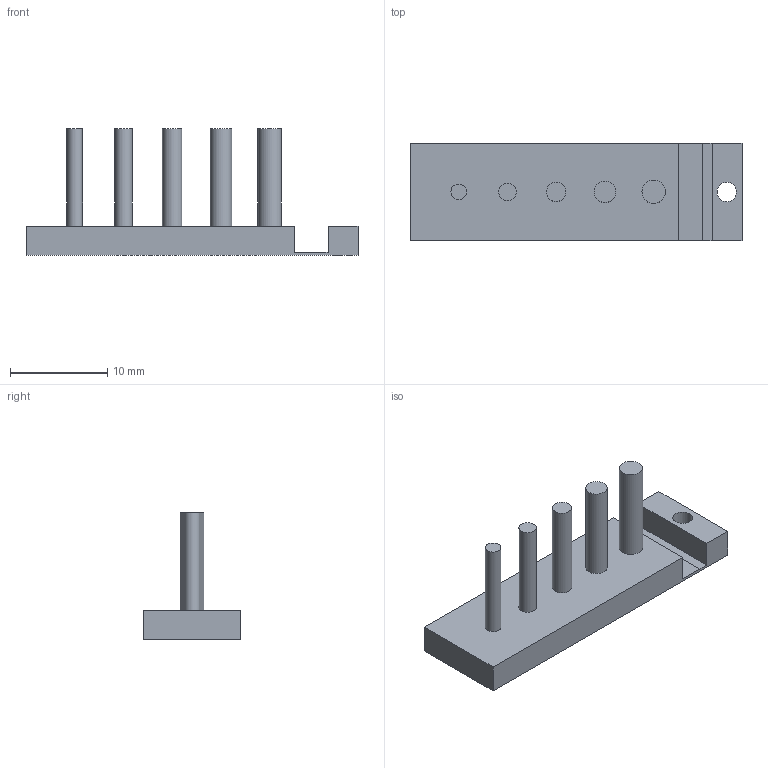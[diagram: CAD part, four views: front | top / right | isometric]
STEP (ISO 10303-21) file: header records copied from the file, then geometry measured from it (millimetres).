
FILE_DESCRIPTION(('FreeCAD Model'),'2;1');
FILE_NAME( 'PM20x10.step', '2019-01-09T21:15:36',('Author'),(''), 'Open CASCADE STEP processor 7.3','FreeCAD','Unknown');
FILE_SCHEMA(('AUTOMOTIVE_DESIGN { 1 0 10303 214 1 1 1 1 }'));
Length unit declared in the file: millimetre
Products named in the file (1): Pocket003
Bounding box: 34.06 x 10 x 13 mm (x, y, z)
Volume: 1078.1 mm3; surface area: 1307.4 mm2
Topology: 1 solids, 1 shells, 22 faces, 45 edges, 30 vertices
Faces by surface type: plane 16, cylinder 6
Full cylindrical faces by diameter (mm): 1.6 x1, 1.8 x1, 2 x2, 2.2 x1, 2.4 x1
Entity records: 1212 total; most frequent: CARTESIAN_POINT 230, DIRECTION 186, LINE 111, VECTOR 111, ORIENTED_EDGE 90, PCURVE 90, DEFINITIONAL_REPRESENTATION 90, EDGE_CURVE 45
